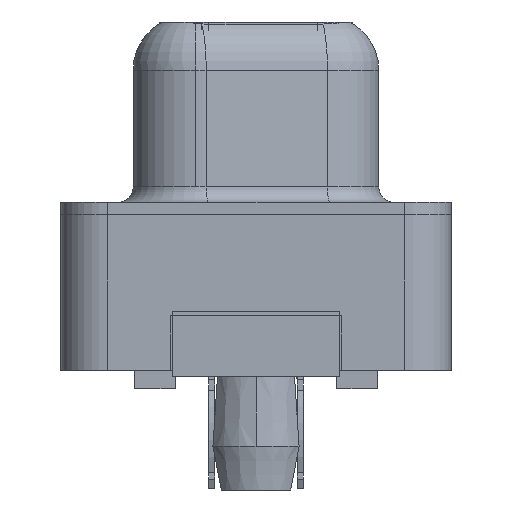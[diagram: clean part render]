
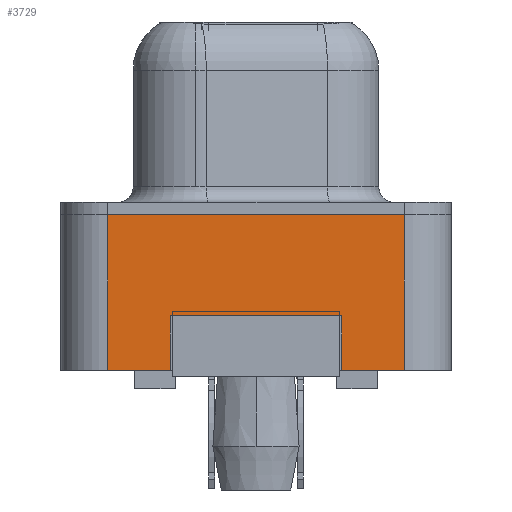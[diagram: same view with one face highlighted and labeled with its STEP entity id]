
A CAD part, left-side view. The second image highlights one B-rep face of the part: STEP entity #3729.
In plain terms, the highlighted planar face has unit normal (-1, 0, 0).
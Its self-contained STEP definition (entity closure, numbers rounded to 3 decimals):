
#11 = CARTESIAN_POINT ( 'NONE',  ( -2.91, -4.775, -5. ) ) ;
#162 = LINE ( 'NONE', #2201, #16112 ) ;
#1030 = DIRECTION ( 'NONE',  ( 0., 0., 1. ) ) ;
#1548 = DIRECTION ( 'NONE',  ( 0., -1., 0. ) ) ;
#2069 = CARTESIAN_POINT ( 'NONE',  ( -2.91, 2.75, -3.25 ) ) ;
#2201 = CARTESIAN_POINT ( 'NONE',  ( -2.91, -4.775, -5. ) ) ;
#2400 = EDGE_CURVE ( 'NONE', #2633, #23687, #13708, .T. ) ;
#2633 = VERTEX_POINT ( 'NONE', #5402 ) ;
#2794 = ORIENTED_EDGE ( 'NONE', *, *, #4667, .F. ) ;
#2940 = LINE ( 'NONE', #22081, #15050 ) ;
#3729 = ADVANCED_FACE ( 'NONE', ( #18326 ), #5192, .T. ) ;
#4667 = EDGE_CURVE ( 'NONE', #12751, #10259, #5541, .T. ) ;
#4851 = ORIENTED_EDGE ( 'NONE', *, *, #2400, .F. ) ;
#5192 = PLANE ( 'NONE',  #13273 ) ;
#5203 = CARTESIAN_POINT ( 'NONE',  ( -2.91, -4.775, 0. ) ) ;
#5353 = VECTOR ( 'NONE', #23523, 1000. ) ;
#5402 = CARTESIAN_POINT ( 'NONE',  ( -2.91, -2.75, -3.25 ) ) ;
#5423 = VERTEX_POINT ( 'NONE', #5203 ) ;
#5541 = LINE ( 'NONE', #18811, #20909 ) ;
#5656 = ORIENTED_EDGE ( 'NONE', *, *, #8436, .T. ) ;
#6166 = EDGE_CURVE ( 'NONE', #12751, #8430, #8081, .T. ) ;
#6693 = EDGE_CURVE ( 'NONE', #23687, #8430, #7734, .T. ) ;
#7021 = CARTESIAN_POINT ( 'NONE',  ( -2.91, -2.75, -5. ) ) ;
#7037 = CARTESIAN_POINT ( 'NONE',  ( -2.91, 4.775, -5. ) ) ;
#7539 = EDGE_LOOP ( 'NONE', ( #18012, #5656, #19787, #11670, #2794, #15618, #20514, #4851 ) ) ;
#7734 = LINE ( 'NONE', #15506, #23786 ) ;
#8081 = LINE ( 'NONE', #11, #24535 ) ;
#8234 = DIRECTION ( 'NONE',  ( 0., -1., 0. ) ) ;
#8430 = VERTEX_POINT ( 'NONE', #17917 ) ;
#8436 = EDGE_CURVE ( 'NONE', #24129, #23582, #162, .T. ) ;
#9014 = DIRECTION ( 'NONE',  ( -1., 0., 0. ) ) ;
#9865 = DIRECTION ( 'NONE',  ( 0., -1., 0. ) ) ;
#10259 = VERTEX_POINT ( 'NONE', #12979 ) ;
#11054 = DIRECTION ( 'NONE',  ( 0., 0., 1. ) ) ;
#11670 = ORIENTED_EDGE ( 'NONE', *, *, #11844, .F. ) ;
#11785 = EDGE_CURVE ( 'NONE', #2633, #24129, #24913, .T. ) ;
#11844 = EDGE_CURVE ( 'NONE', #10259, #5423, #16764, .T. ) ;
#12751 = VERTEX_POINT ( 'NONE', #7037 ) ;
#12910 = VECTOR ( 'NONE', #24671, 1000. ) ;
#12979 = CARTESIAN_POINT ( 'NONE',  ( -2.91, 4.775, 0. ) ) ;
#13273 = AXIS2_PLACEMENT_3D ( 'NONE', #18460, #9014, #11054 ) ;
#13708 = LINE ( 'NONE', #2069, #5353 ) ;
#15036 = EDGE_CURVE ( 'NONE', #23582, #5423, #2940, .T. ) ;
#15050 = VECTOR ( 'NONE', #1030, 1000. ) ;
#15372 = CARTESIAN_POINT ( 'NONE',  ( -2.91, -4.775, -5. ) ) ;
#15506 = CARTESIAN_POINT ( 'NONE',  ( -2.91, 2.75, -3.25 ) ) ;
#15618 = ORIENTED_EDGE ( 'NONE', *, *, #6166, .T. ) ;
#16112 = VECTOR ( 'NONE', #8234, 1000. ) ;
#16764 = LINE ( 'NONE', #19037, #19016 ) ;
#17917 = CARTESIAN_POINT ( 'NONE',  ( -2.91, 2.75, -5. ) ) ;
#18012 = ORIENTED_EDGE ( 'NONE', *, *, #11785, .T. ) ;
#18326 = FACE_OUTER_BOUND ( 'NONE', #7539, .T. ) ;
#18460 = CARTESIAN_POINT ( 'NONE',  ( -2.91, -4.775, -5. ) ) ;
#18811 = CARTESIAN_POINT ( 'NONE',  ( -2.91, 4.775, -5. ) ) ;
#19016 = VECTOR ( 'NONE', #1548, 1000. ) ;
#19037 = CARTESIAN_POINT ( 'NONE',  ( -2.91, -4.775, 0. ) ) ;
#19787 = ORIENTED_EDGE ( 'NONE', *, *, #15036, .T. ) ;
#20514 = ORIENTED_EDGE ( 'NONE', *, *, #6693, .F. ) ;
#20909 = VECTOR ( 'NONE', #22995, 1000. ) ;
#21738 = CARTESIAN_POINT ( 'NONE',  ( -2.91, 2.75, -3.25 ) ) ;
#22081 = CARTESIAN_POINT ( 'NONE',  ( -2.91, -4.775, -5. ) ) ;
#22622 = CARTESIAN_POINT ( 'NONE',  ( -2.91, -2.75, -3.25 ) ) ;
#22995 = DIRECTION ( 'NONE',  ( 0., 0., 1. ) ) ;
#23523 = DIRECTION ( 'NONE',  ( 0., 1., 0. ) ) ;
#23582 = VERTEX_POINT ( 'NONE', #15372 ) ;
#23687 = VERTEX_POINT ( 'NONE', #21738 ) ;
#23786 = VECTOR ( 'NONE', #24844, 1000. ) ;
#24129 = VERTEX_POINT ( 'NONE', #7021 ) ;
#24535 = VECTOR ( 'NONE', #9865, 1000. ) ;
#24671 = DIRECTION ( 'NONE',  ( 0., 0., -1. ) ) ;
#24844 = DIRECTION ( 'NONE',  ( 0., 0., -1. ) ) ;
#24913 = LINE ( 'NONE', #22622, #12910 ) ;
